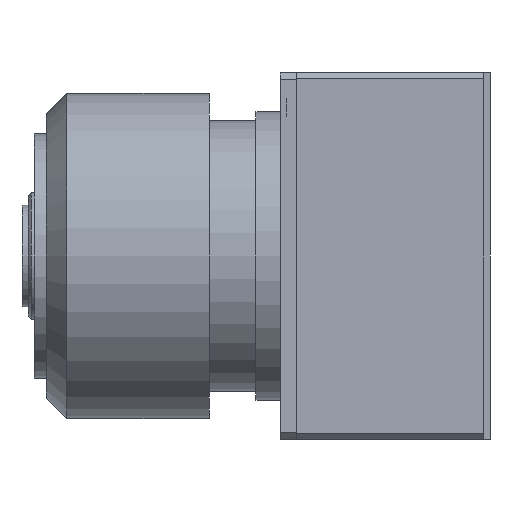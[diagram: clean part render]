
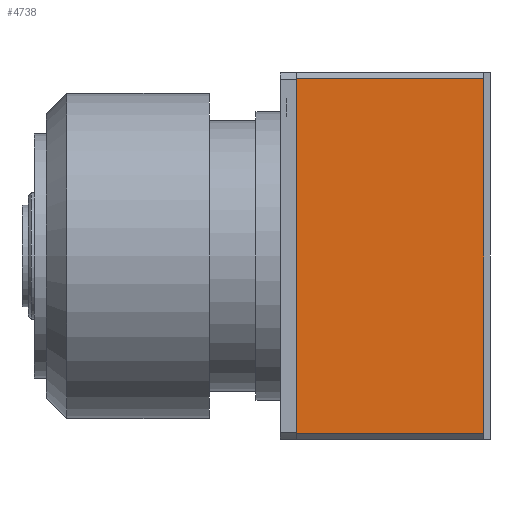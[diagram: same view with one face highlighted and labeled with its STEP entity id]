
A CAD part, left-side view. The second image highlights one B-rep face of the part: STEP entity #4738.
In plain terms, the highlighted planar face has unit normal (-1, 0, 0).
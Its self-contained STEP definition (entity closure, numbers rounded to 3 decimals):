
#52 = VERTEX_POINT ( 'NONE', #3170 ) ;
#68 = CARTESIAN_POINT ( 'NONE',  ( -11., 4.2, 8.7 ) ) ;
#83 = CARTESIAN_POINT ( 'NONE',  ( -11., 4.2, -8.7 ) ) ;
#182 = VECTOR ( 'NONE', #2176, 1000. ) ;
#313 = DIRECTION ( 'NONE',  ( 0., 0., -1. ) ) ;
#496 = ORIENTED_EDGE ( 'NONE', *, *, #1995, .T. ) ;
#754 = CARTESIAN_POINT ( 'NONE',  ( -11., -5., 9. ) ) ;
#1218 = DIRECTION ( 'NONE',  ( 0., 0., -1. ) ) ;
#1386 = DIRECTION ( 'NONE',  ( 0., 0., -1. ) ) ;
#1391 = ORIENTED_EDGE ( 'NONE', *, *, #3140, .F. ) ;
#1424 = VECTOR ( 'NONE', #3130, 1000. ) ;
#1433 = VERTEX_POINT ( 'NONE', #2721 ) ;
#1499 = EDGE_CURVE ( 'NONE', #1433, #3833, #1710, .T. ) ;
#1710 = LINE ( 'NONE', #2385, #1424 ) ;
#1995 = EDGE_CURVE ( 'NONE', #4327, #52, #4394, .T. ) ;
#2176 = DIRECTION ( 'NONE',  ( 0., -1., 0. ) ) ;
#2385 = CARTESIAN_POINT ( 'NONE',  ( -11., -5., 8.7 ) ) ;
#2721 = CARTESIAN_POINT ( 'NONE',  ( -11., -5., 8.7 ) ) ;
#2868 = EDGE_LOOP ( 'NONE', ( #3801, #496, #1391, #4005 ) ) ;
#2888 = FACE_OUTER_BOUND ( 'NONE', #2868, .T. ) ;
#3130 = DIRECTION ( 'NONE',  ( 0., 1., 0. ) ) ;
#3140 = EDGE_CURVE ( 'NONE', #1433, #52, #3916, .T. ) ;
#3170 = CARTESIAN_POINT ( 'NONE',  ( -11., -5., -8.7 ) ) ;
#3216 = AXIS2_PLACEMENT_3D ( 'NONE', #754, #3453, #313 ) ;
#3453 = DIRECTION ( 'NONE',  ( 1., 0., 0. ) ) ;
#3564 = CARTESIAN_POINT ( 'NONE',  ( -11., 4.2, 9. ) ) ;
#3757 = LINE ( 'NONE', #3564, #4270 ) ;
#3801 = ORIENTED_EDGE ( 'NONE', *, *, #3857, .T. ) ;
#3833 = VERTEX_POINT ( 'NONE', #68 ) ;
#3857 = EDGE_CURVE ( 'NONE', #3833, #4327, #3757, .T. ) ;
#3916 = LINE ( 'NONE', #4481, #3984 ) ;
#3984 = VECTOR ( 'NONE', #1386, 1000. ) ;
#4005 = ORIENTED_EDGE ( 'NONE', *, *, #1499, .T. ) ;
#4093 = CARTESIAN_POINT ( 'NONE',  ( -11., -5., -8.7 ) ) ;
#4270 = VECTOR ( 'NONE', #1218, 1000. ) ;
#4327 = VERTEX_POINT ( 'NONE', #83 ) ;
#4394 = LINE ( 'NONE', #4093, #182 ) ;
#4481 = CARTESIAN_POINT ( 'NONE',  ( -11., -5., 9. ) ) ;
#4738 = ADVANCED_FACE ( 'NONE', ( #2888 ), #4988, .F. ) ;
#4988 = PLANE ( 'NONE',  #3216 ) ;
